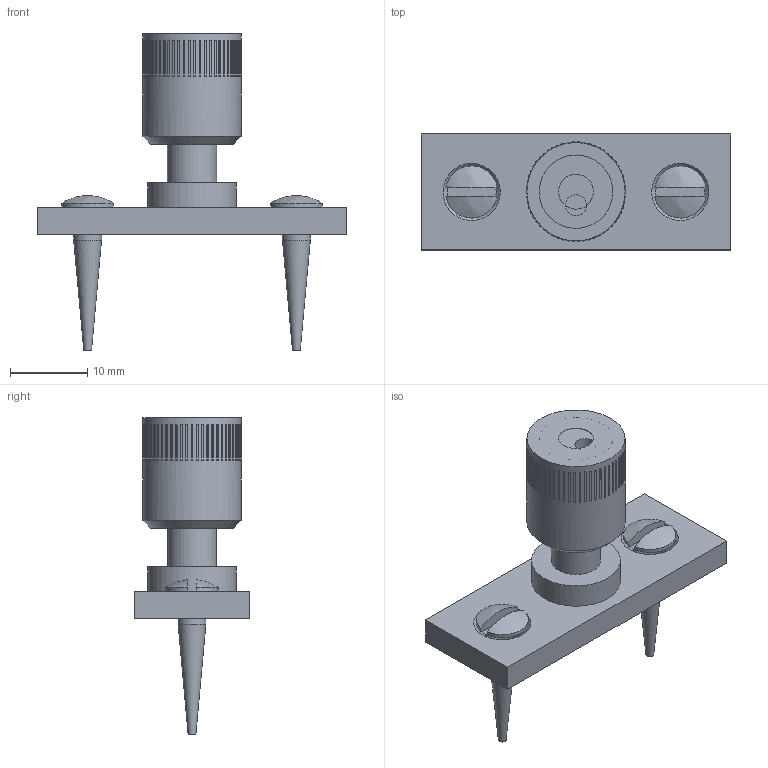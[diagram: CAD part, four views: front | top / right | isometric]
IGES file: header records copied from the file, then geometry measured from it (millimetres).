
Global section: file name: P4515-LP; native system: Autodesk Inventor 2018; preprocessor: unknown; author: ashami; date: 20180716.103031; units: millimetre
Bounding box: 40 x 15 x 41 mm (x, y, z)
Volume: 4340.3 mm3; surface area: 4530.2 mm2
Topology: 5 solids, 5 shells, 341 faces, 817 edges, 548 vertices
Faces by surface type: bspline 341
